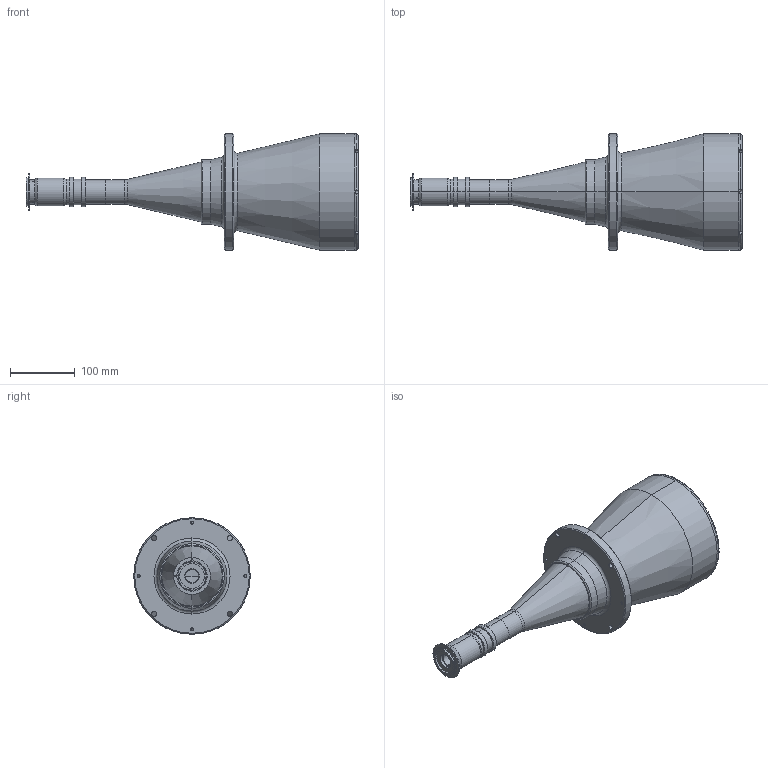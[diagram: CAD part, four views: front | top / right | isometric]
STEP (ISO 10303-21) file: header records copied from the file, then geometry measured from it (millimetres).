
FILE_DESCRIPTION (( 'STEP AP214' ), '1' );
FILE_NAME ('4M110_F.STEP', '2013-04-30T08:36:53', ( 'Work' ), ( '' ), 'SwSTEP 2.0', 'SolidWorks 2013', '' );
FILE_SCHEMA (( 'AUTOMOTIVE_DESIGN' ));
Length unit declared in the file: millimetre
Products named in the file (1): 4M110_F
Bounding box: 513.63 x 180 x 180 mm (x, y, z)
Surface area: 244814.1 mm2 (no closed solid volume)
Topology: 0 solids, 11 shells, 190 faces, 546 edges, 370 vertices
Faces by surface type: cylinder 98, plane 42, cone 30, torus 18, sphere 2
Entity records: 9143 total; most frequent: CARTESIAN_POINT 1825, DIRECTION 1178, ORIENTED_EDGE 974, EDGE_CURVE 546, AXIS2_PLACEMENT_3D 485, VERTEX_POINT 370, CIRCLE 294, EDGE_LOOP 252
